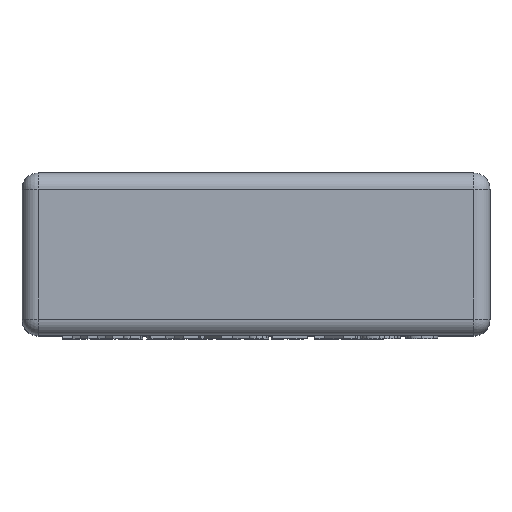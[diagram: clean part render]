
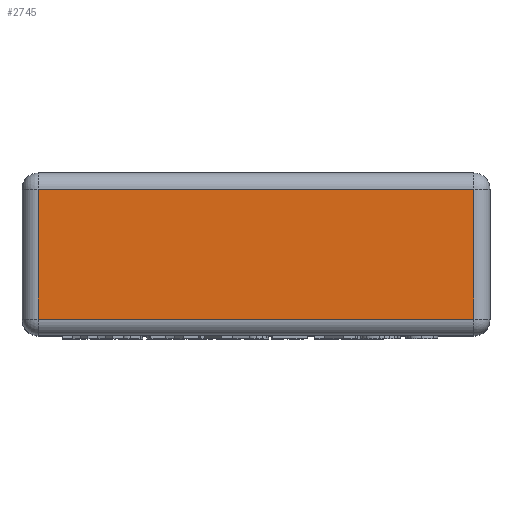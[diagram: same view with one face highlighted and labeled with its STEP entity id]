
A CAD part, top view. The second image highlights one B-rep face of the part: STEP entity #2745.
In plain terms, the highlighted planar face has unit normal (0, 0, 1).
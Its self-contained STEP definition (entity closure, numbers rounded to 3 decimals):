
#193 = VERTEX_POINT('',#194);
#194 = CARTESIAN_POINT('',(-3.35,1.,6.5));
#201 = EDGE_CURVE('',#193,#202,#204,.T.);
#202 = VERTEX_POINT('',#203);
#203 = CARTESIAN_POINT('',(-3.35,-1.,6.5));
#204 = LINE('',#205,#206);
#205 = CARTESIAN_POINT('',(-3.35,1.25,6.5));
#206 = VECTOR('',#207,1.);
#207 = DIRECTION('',(0.,-1.,0.));
#2745 = ADVANCED_FACE('',(#2746),#2771,.T.);
#2746 = FACE_BOUND('',#2747,.T.);
#2747 = EDGE_LOOP('',(#2748,#2756,#2764,#2770));
#2748 = ORIENTED_EDGE('',*,*,#2749,.T.);
#2749 = EDGE_CURVE('',#202,#2750,#2752,.T.);
#2750 = VERTEX_POINT('',#2751);
#2751 = CARTESIAN_POINT('',(3.35,-1.,6.5));
#2752 = LINE('',#2753,#2754);
#2753 = CARTESIAN_POINT('',(-3.6,-1.,6.5));
#2754 = VECTOR('',#2755,1.);
#2755 = DIRECTION('',(1.,0.,0.));
#2756 = ORIENTED_EDGE('',*,*,#2757,.F.);
#2757 = EDGE_CURVE('',#2758,#2750,#2760,.T.);
#2758 = VERTEX_POINT('',#2759);
#2759 = CARTESIAN_POINT('',(3.35,1.,6.5));
#2760 = LINE('',#2761,#2762);
#2761 = CARTESIAN_POINT('',(3.35,1.25,6.5));
#2762 = VECTOR('',#2763,1.);
#2763 = DIRECTION('',(0.,-1.,0.));
#2764 = ORIENTED_EDGE('',*,*,#2765,.F.);
#2765 = EDGE_CURVE('',#193,#2758,#2766,.T.);
#2766 = LINE('',#2767,#2768);
#2767 = CARTESIAN_POINT('',(-3.6,1.,6.5));
#2768 = VECTOR('',#2769,1.);
#2769 = DIRECTION('',(1.,0.,0.));
#2770 = ORIENTED_EDGE('',*,*,#201,.T.);
#2771 = PLANE('',#2772);
#2772 = AXIS2_PLACEMENT_3D('',#2773,#2774,#2775);
#2773 = CARTESIAN_POINT('',(-3.6,1.25,6.5));
#2774 = DIRECTION('',(0.,0.,1.));
#2775 = DIRECTION('',(1.,0.,0.));
